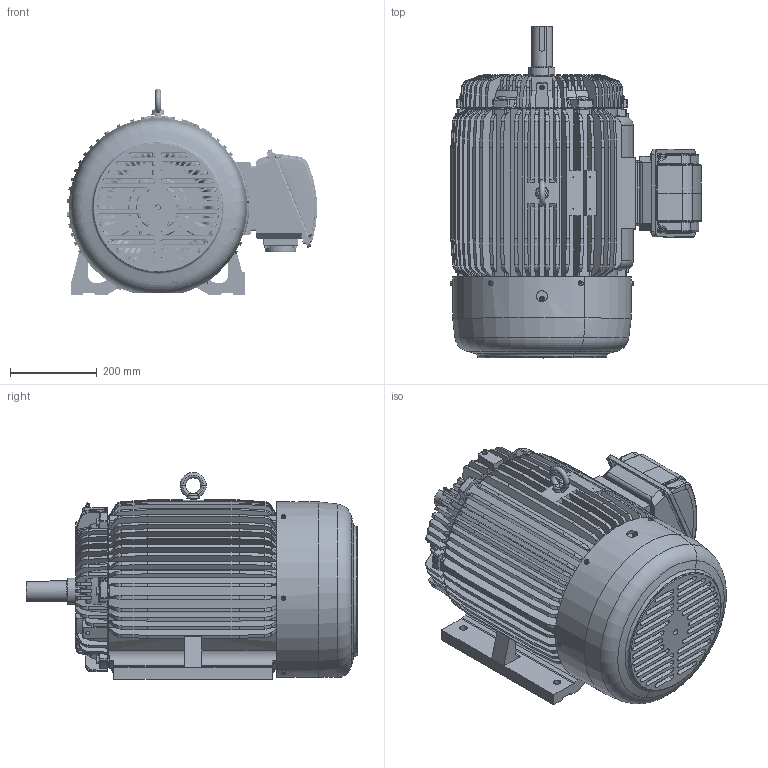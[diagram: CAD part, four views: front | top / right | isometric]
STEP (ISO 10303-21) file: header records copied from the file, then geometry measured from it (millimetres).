
FILE_DESCRIPTION(('CATIA V5 STEP Exchange'),'2;1');
FILE_NAME('326TS-H_AllCATPart.stp','2012-08-25T03:35:53+00:00',('none'),('none'),'CATIA Version 5 Release 19 SP 9 (IN-10)','CATIA V5 STEP AP203','none');
FILE_SCHEMA(('CONFIG_CONTROL_DESIGN'));
Length unit declared in the file: millimetre
Products named in the file (1): 326TS-H_AllCATPart
Bounding box: 576.11 x 763.5 x 476.2 mm (x, y, z)
Volume: 22629846.1 mm3; surface area: 4401070.5 mm2
Topology: 49 solids, 49 shells, 4380 faces, 12039 edges, 7793 vertices
Faces by surface type: plane 1478, torus 949, cylinder 883, cone 791, bspline 253, sphere 24, revolution 2
Entity records: 165677 total; most frequent: CARTESIAN_POINT 71820, ORIENTED_EDGE 23970, DIRECTION 11987, EDGE_CURVE 11985, VERTEX_POINT 7793, AXIS2_PLACEMENT_3D 6198, EDGE_LOOP 4684, ADVANCED_FACE 4380
